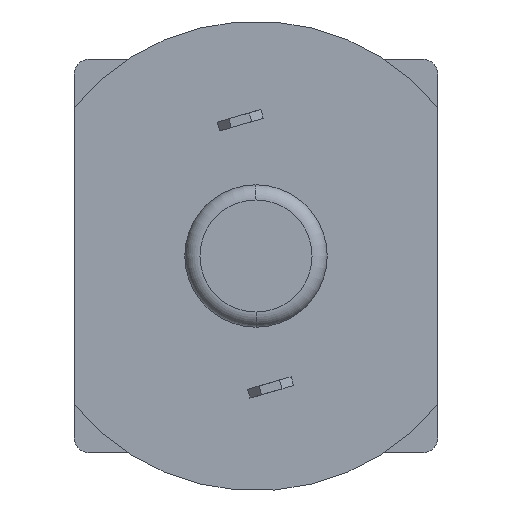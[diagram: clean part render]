
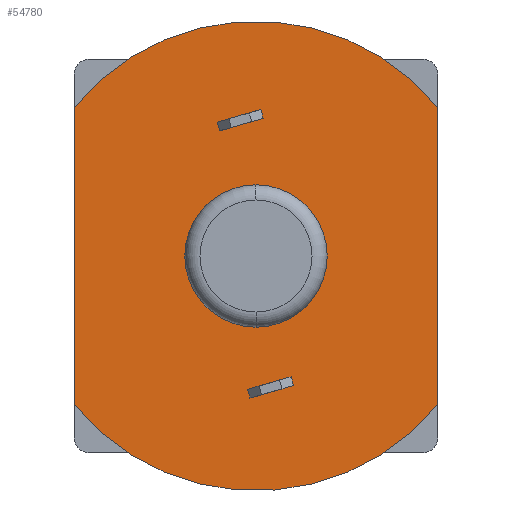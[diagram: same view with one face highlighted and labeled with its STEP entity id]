
A CAD part, front view. The second image highlights one B-rep face of the part: STEP entity #54780.
In plain terms, the highlighted planar face has unit normal (0, -1, 0).
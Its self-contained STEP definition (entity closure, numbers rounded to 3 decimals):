
#54135=DIRECTION('',(0.,0.,1.));
#54136=VECTOR('',#54135,9.811);
#54137=CARTESIAN_POINT('',(-6.,0.,-4.905));
#54138=LINE('',#54137,#54136);
#54139=CARTESIAN_POINT('',(0.,0.,0.));
#54140=DIRECTION('',(0.,1.,0.));
#54141=DIRECTION('',(-0.774,0.,0.633));
#54142=AXIS2_PLACEMENT_3D('',#54139,#54140,#54141);
#54144=DIRECTION('',(0.,0.,-1.));
#54145=VECTOR('',#54144,9.811);
#54146=CARTESIAN_POINT('',(6.,0.,4.905));
#54147=LINE('',#54146,#54145);
#54148=CARTESIAN_POINT('',(0.,0.,0.));
#54149=DIRECTION('',(0.,1.,0.));
#54150=DIRECTION('',(0.774,0.,-0.633));
#54151=AXIS2_PLACEMENT_3D('',#54148,#54149,#54150);
#54153=CARTESIAN_POINT('',(0.,0.,0.));
#54154=DIRECTION('',(0.,-1.,0.));
#54155=DIRECTION('',(0.,0.,-1.));
#54156=AXIS2_PLACEMENT_3D('',#54153,#54154,#54155);
#54158=CARTESIAN_POINT('',(0.,0.,0.));
#54159=DIRECTION('',(0.,-1.,0.));
#54160=DIRECTION('',(0.,0.,1.));
#54161=AXIS2_PLACEMENT_3D('',#54158,#54159,#54160);
#54163=DIRECTION('',(-0.279,0.,0.96));
#54164=VECTOR('',#54163,0.3);
#54165=CARTESIAN_POINT('',(1.242,0.,-4.273));
#54166=LINE('',#54165,#54164);
#54167=DIRECTION('',(-0.96,0.,-0.279));
#54168=VECTOR('',#54167,1.5);
#54169=CARTESIAN_POINT('',(1.158,0.,-3.985));
#54170=LINE('',#54169,#54168);
#54171=DIRECTION('',(0.279,0.,-0.96));
#54172=VECTOR('',#54171,0.3);
#54173=CARTESIAN_POINT('',(-0.283,0.,-4.404));
#54174=LINE('',#54173,#54172);
#54175=DIRECTION('',(0.96,0.,0.279));
#54176=VECTOR('',#54175,1.5);
#54177=CARTESIAN_POINT('',(-0.199,0.,-4.692));
#54178=LINE('',#54177,#54176);
#54179=DIRECTION('',(-0.279,0.,0.96));
#54180=VECTOR('',#54179,0.3);
#54181=CARTESIAN_POINT('',(0.241,0.,4.548));
#54182=LINE('',#54181,#54180);
#54183=DIRECTION('',(-0.96,0.,-0.279));
#54184=VECTOR('',#54183,1.5);
#54185=CARTESIAN_POINT('',(0.157,0.,4.836));
#54186=LINE('',#54185,#54184);
#54187=DIRECTION('',(0.279,0.,-0.96));
#54188=VECTOR('',#54187,0.3);
#54189=CARTESIAN_POINT('',(-1.283,0.,4.417));
#54190=LINE('',#54189,#54188);
#54191=DIRECTION('',(0.96,0.,0.279));
#54192=VECTOR('',#54191,1.5);
#54193=CARTESIAN_POINT('',(-1.2,0.,4.129));
#54194=LINE('',#54193,#54192);
#54603=CARTESIAN_POINT('',(-6.,0.,-4.905));
#54604=CARTESIAN_POINT('',(-6.,0.,4.905));
#54605=VERTEX_POINT('',#54603);
#54606=VERTEX_POINT('',#54604);
#54607=CARTESIAN_POINT('',(6.,0.,4.905));
#54608=VERTEX_POINT('',#54607);
#54609=CARTESIAN_POINT('',(6.,0.,-4.905));
#54610=VERTEX_POINT('',#54609);
#54623=CARTESIAN_POINT('',(0.,0.,-2.35));
#54624=CARTESIAN_POINT('',(0.,0.,2.35));
#54625=VERTEX_POINT('',#54623);
#54626=VERTEX_POINT('',#54624);
#54655=CARTESIAN_POINT('',(1.242,0.,-4.273));
#54656=CARTESIAN_POINT('',(1.158,0.,-3.985));
#54657=VERTEX_POINT('',#54655);
#54658=VERTEX_POINT('',#54656);
#54659=CARTESIAN_POINT('',(-0.283,0.,-4.404));
#54660=VERTEX_POINT('',#54659);
#54661=CARTESIAN_POINT('',(-0.199,0.,-4.692));
#54662=VERTEX_POINT('',#54661);
#54663=CARTESIAN_POINT('',(0.241,0.,4.548));
#54664=CARTESIAN_POINT('',(0.157,0.,4.836));
#54665=VERTEX_POINT('',#54663);
#54666=VERTEX_POINT('',#54664);
#54667=CARTESIAN_POINT('',(-1.283,0.,4.417));
#54668=VERTEX_POINT('',#54667);
#54669=CARTESIAN_POINT('',(-1.2,0.,4.129));
#54670=VERTEX_POINT('',#54669);
#54739=CARTESIAN_POINT('',(0.,0.,0.));
#54740=DIRECTION('',(0.,1.,0.));
#54741=DIRECTION('',(1.,0.,0.));
#54742=AXIS2_PLACEMENT_3D('',#54739,#54740,#54741);
#54743=PLANE('',#54742);
#54745=ORIENTED_EDGE('',*,*,#54744,.T.);
#54747=ORIENTED_EDGE('',*,*,#54746,.T.);
#54749=ORIENTED_EDGE('',*,*,#54748,.T.);
#54751=ORIENTED_EDGE('',*,*,#54750,.T.);
#54752=EDGE_LOOP('',(#54745,#54747,#54749,#54751));
#54753=FACE_OUTER_BOUND('',#54752,.F.);
#54755=ORIENTED_EDGE('',*,*,#54754,.T.);
#54757=ORIENTED_EDGE('',*,*,#54756,.T.);
#54758=EDGE_LOOP('',(#54755,#54757));
#54759=FACE_BOUND('',#54758,.F.);
#54761=ORIENTED_EDGE('',*,*,#54760,.T.);
#54763=ORIENTED_EDGE('',*,*,#54762,.T.);
#54765=ORIENTED_EDGE('',*,*,#54764,.T.);
#54767=ORIENTED_EDGE('',*,*,#54766,.T.);
#54768=EDGE_LOOP('',(#54761,#54763,#54765,#54767));
#54769=FACE_BOUND('',#54768,.F.);
#54771=ORIENTED_EDGE('',*,*,#54770,.T.);
#54773=ORIENTED_EDGE('',*,*,#54772,.T.);
#54775=ORIENTED_EDGE('',*,*,#54774,.T.);
#54777=ORIENTED_EDGE('',*,*,#54776,.T.);
#54778=EDGE_LOOP('',(#54771,#54773,#54775,#54777));
#54779=FACE_BOUND('',#54778,.F.);
#54143=CIRCLE('',#54142,7.75);
#54152=CIRCLE('',#54151,7.75);
#54157=CIRCLE('',#54156,2.35);
#54162=CIRCLE('',#54161,2.35);
#54744=EDGE_CURVE('',#54605,#54606,#54138,.T.);
#54746=EDGE_CURVE('',#54606,#54608,#54143,.T.);
#54748=EDGE_CURVE('',#54608,#54610,#54147,.T.);
#54750=EDGE_CURVE('',#54610,#54605,#54152,.T.);
#54754=EDGE_CURVE('',#54625,#54626,#54157,.T.);
#54756=EDGE_CURVE('',#54626,#54625,#54162,.T.);
#54760=EDGE_CURVE('',#54657,#54658,#54166,.T.);
#54762=EDGE_CURVE('',#54658,#54660,#54170,.T.);
#54764=EDGE_CURVE('',#54660,#54662,#54174,.T.);
#54766=EDGE_CURVE('',#54662,#54657,#54178,.T.);
#54770=EDGE_CURVE('',#54665,#54666,#54182,.T.);
#54772=EDGE_CURVE('',#54666,#54668,#54186,.T.);
#54774=EDGE_CURVE('',#54668,#54670,#54190,.T.);
#54776=EDGE_CURVE('',#54670,#54665,#54194,.T.);
#54780=ADVANCED_FACE('',(#54753,#54759,#54769,#54779),#54743,.F.);
